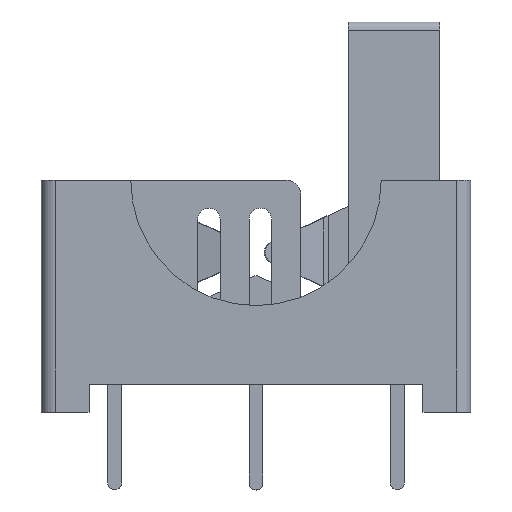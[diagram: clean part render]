
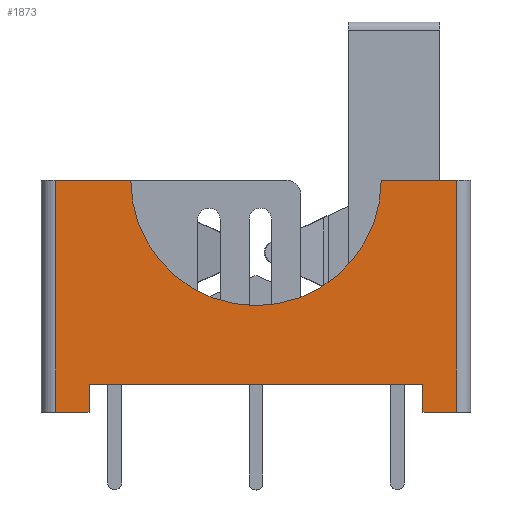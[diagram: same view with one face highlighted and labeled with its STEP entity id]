
A CAD part, top view. The second image highlights one B-rep face of the part: STEP entity #1873.
In plain terms, the highlighted planar face has unit normal (0, 0, 1).
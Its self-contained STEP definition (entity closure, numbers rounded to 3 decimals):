
#102 = EDGE_LOOP ( 'NONE', ( #2659, #3513, #4020, #489, #4731, #2162, #1511, #2542, #4795, #627 ) ) ;
#141 = CARTESIAN_POINT ( 'NONE',  ( -7.21, 8.33, 2.39 ) ) ;
#164 = LINE ( 'NONE', #2610, #778 ) ;
#283 = EDGE_CURVE ( 'NONE', #1255, #3696, #164, .T. ) ;
#307 = CARTESIAN_POINT ( 'NONE',  ( 7.21, 8.33, 2.39 ) ) ;
#316 = EDGE_CURVE ( 'NONE', #4071, #4987, #721, .T. ) ;
#324 = DIRECTION ( 'NONE',  ( 0., -1., 0. ) ) ;
#361 = CARTESIAN_POINT ( 'NONE',  ( -7.21, 0., 2.39 ) ) ;
#428 = CARTESIAN_POINT ( 'NONE',  ( 6., 1., 2.39 ) ) ;
#439 = LINE ( 'NONE', #2748, #1785 ) ;
#489 = ORIENTED_EDGE ( 'NONE', *, *, #3986, .F. ) ;
#627 = ORIENTED_EDGE ( 'NONE', *, *, #2447, .F. ) ;
#692 = PLANE ( 'NONE',  #4798 ) ;
#709 = CARTESIAN_POINT ( 'NONE',  ( -6., 0., 2.39 ) ) ;
#721 = LINE ( 'NONE', #3875, #2125 ) ;
#742 = EDGE_CURVE ( 'NONE', #4025, #843, #2750, .T. ) ;
#778 = VECTOR ( 'NONE', #2657, 1000. ) ;
#843 = VERTEX_POINT ( 'NONE', #3748 ) ;
#932 = AXIS2_PLACEMENT_3D ( 'NONE', #3949, #1180, #1163 ) ;
#933 = VECTOR ( 'NONE', #4592, 1000. ) ;
#1150 = DIRECTION ( 'NONE',  ( 0., -1., 0. ) ) ;
#1163 = DIRECTION ( 'NONE',  ( 1., 0., 0. ) ) ;
#1180 = DIRECTION ( 'NONE',  ( 0., 0., 1. ) ) ;
#1212 = CARTESIAN_POINT ( 'NONE',  ( 6., 0., 2.39 ) ) ;
#1255 = VERTEX_POINT ( 'NONE', #1669 ) ;
#1511 = ORIENTED_EDGE ( 'NONE', *, *, #3450, .F. ) ;
#1664 = LINE ( 'NONE', #361, #933 ) ;
#1669 = CARTESIAN_POINT ( 'NONE',  ( 4.5, 8.33, 2.39 ) ) ;
#1783 = CARTESIAN_POINT ( 'NONE',  ( -4.5, 8.33, 2.39 ) ) ;
#1785 = VECTOR ( 'NONE', #3522, 1000. ) ;
#1873 = ADVANCED_FACE ( 'NONE', ( #3428 ), #692, .F. ) ;
#1928 = DIRECTION ( 'NONE',  ( -1., 0., 0. ) ) ;
#2084 = CARTESIAN_POINT ( 'NONE',  ( -6., 1., 2.39 ) ) ;
#2085 = LINE ( 'NONE', #3491, #2443 ) ;
#2098 = VECTOR ( 'NONE', #324, 1000. ) ;
#2125 = VECTOR ( 'NONE', #2355, 1000. ) ;
#2162 = ORIENTED_EDGE ( 'NONE', *, *, #4090, .F. ) ;
#2268 = CIRCLE ( 'NONE', #932, 4.5 ) ;
#2301 = CARTESIAN_POINT ( 'NONE',  ( -7.21, 0., 2.39 ) ) ;
#2355 = DIRECTION ( 'NONE',  ( -1., 0., 0. ) ) ;
#2384 = DIRECTION ( 'NONE',  ( 0., -1., 0. ) ) ;
#2443 = VECTOR ( 'NONE', #1150, 1000. ) ;
#2447 = EDGE_CURVE ( 'NONE', #4987, #2797, #2085, .T. ) ;
#2542 = ORIENTED_EDGE ( 'NONE', *, *, #4939, .T. ) ;
#2610 = CARTESIAN_POINT ( 'NONE',  ( -7.21, 8.33, 2.39 ) ) ;
#2657 = DIRECTION ( 'NONE',  ( 1., 0., 0. ) ) ;
#2659 = ORIENTED_EDGE ( 'NONE', *, *, #316, .F. ) ;
#2742 = DIRECTION ( 'NONE',  ( 0., 1., 0. ) ) ;
#2748 = CARTESIAN_POINT ( 'NONE',  ( -7.21, 8.33, 2.39 ) ) ;
#2750 = LINE ( 'NONE', #4903, #4158 ) ;
#2797 = VERTEX_POINT ( 'NONE', #709 ) ;
#2808 = VECTOR ( 'NONE', #2742, 1000. ) ;
#2858 = VERTEX_POINT ( 'NONE', #2301 ) ;
#3032 = CARTESIAN_POINT ( 'NONE',  ( -7.21, 8.33, 2.39 ) ) ;
#3366 = VECTOR ( 'NONE', #2384, 1000. ) ;
#3428 = FACE_OUTER_BOUND ( 'NONE', #102, .T. ) ;
#3432 = CARTESIAN_POINT ( 'NONE',  ( 6., 0., 2.39 ) ) ;
#3450 = EDGE_CURVE ( 'NONE', #4517, #3880, #439, .T. ) ;
#3491 = CARTESIAN_POINT ( 'NONE',  ( -6., 0., 2.39 ) ) ;
#3513 = ORIENTED_EDGE ( 'NONE', *, *, #4894, .F. ) ;
#3522 = DIRECTION ( 'NONE',  ( 1., 0., 0. ) ) ;
#3696 = VERTEX_POINT ( 'NONE', #4477 ) ;
#3748 = CARTESIAN_POINT ( 'NONE',  ( 7.21, 0., 2.39 ) ) ;
#3865 = LINE ( 'NONE', #1212, #2808 ) ;
#3875 = CARTESIAN_POINT ( 'NONE',  ( -6., 1., 2.39 ) ) ;
#3880 = VERTEX_POINT ( 'NONE', #1783 ) ;
#3949 = CARTESIAN_POINT ( 'NONE',  ( 0., 8.33, 2.39 ) ) ;
#3950 = CARTESIAN_POINT ( 'NONE',  ( -7.21, 8.33, 2.39 ) ) ;
#3986 = EDGE_CURVE ( 'NONE', #3696, #843, #4110, .T. ) ;
#4020 = ORIENTED_EDGE ( 'NONE', *, *, #742, .T. ) ;
#4025 = VERTEX_POINT ( 'NONE', #3432 ) ;
#4059 = EDGE_CURVE ( 'NONE', #2858, #2797, #1664, .T. ) ;
#4071 = VERTEX_POINT ( 'NONE', #428 ) ;
#4090 = EDGE_CURVE ( 'NONE', #3880, #1255, #2268, .T. ) ;
#4110 = LINE ( 'NONE', #307, #2098 ) ;
#4158 = VECTOR ( 'NONE', #4888, 1000. ) ;
#4477 = CARTESIAN_POINT ( 'NONE',  ( 7.21, 8.33, 2.39 ) ) ;
#4517 = VERTEX_POINT ( 'NONE', #141 ) ;
#4592 = DIRECTION ( 'NONE',  ( 1., 0., 0. ) ) ;
#4619 = DIRECTION ( 'NONE',  ( 0., 0., -1. ) ) ;
#4731 = ORIENTED_EDGE ( 'NONE', *, *, #283, .F. ) ;
#4795 = ORIENTED_EDGE ( 'NONE', *, *, #4059, .T. ) ;
#4798 = AXIS2_PLACEMENT_3D ( 'NONE', #3032, #4619, #1928 ) ;
#4888 = DIRECTION ( 'NONE',  ( 1., 0., 0. ) ) ;
#4894 = EDGE_CURVE ( 'NONE', #4025, #4071, #3865, .T. ) ;
#4903 = CARTESIAN_POINT ( 'NONE',  ( -7.21, 0., 2.39 ) ) ;
#4939 = EDGE_CURVE ( 'NONE', #4517, #2858, #4998, .T. ) ;
#4987 = VERTEX_POINT ( 'NONE', #2084 ) ;
#4998 = LINE ( 'NONE', #3950, #3366 ) ;
